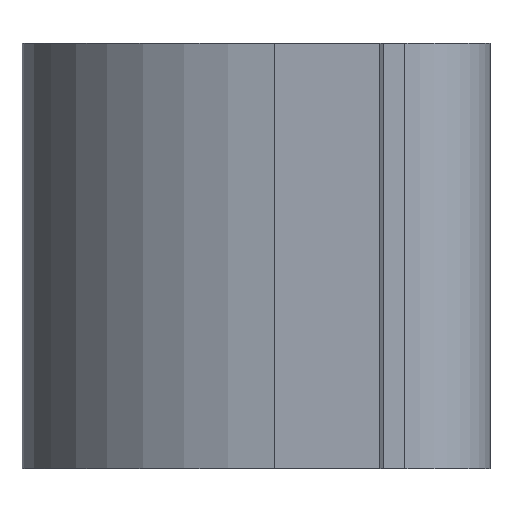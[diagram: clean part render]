
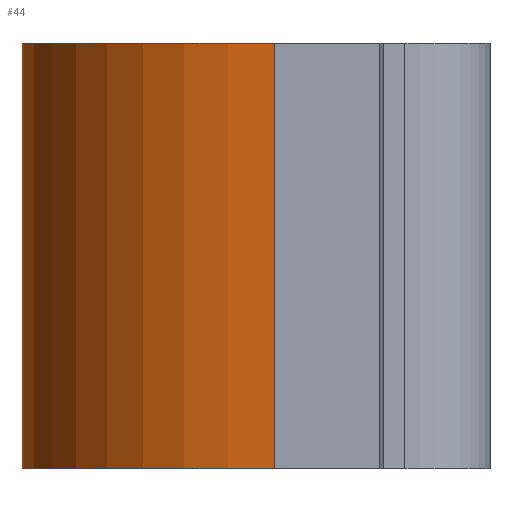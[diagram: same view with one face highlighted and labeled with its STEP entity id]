
A CAD part, left-side view. The second image highlights one B-rep face of the part: STEP entity #44.
In plain terms, the highlighted cylindrical face has radius 6.5 mm (diameter 13 mm), a partial arc.
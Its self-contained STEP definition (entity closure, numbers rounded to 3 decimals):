
#38 = CIRCLE ( 'NONE', #491, 6.5 ) ;
#39 = EDGE_CURVE ( 'NONE', #158, #102, #339, .T. ) ;
#44 = ADVANCED_FACE ( 'NONE', ( #420 ), #181, .T. ) ;
#56 = ORIENTED_EDGE ( 'NONE', *, *, #64, .T. ) ;
#58 = ORIENTED_EDGE ( 'NONE', *, *, #269, .F. ) ;
#64 = EDGE_CURVE ( 'NONE', #102, #190, #373, .T. ) ;
#68 = CARTESIAN_POINT ( 'NONE',  ( 0., 0., 5. ) ) ;
#70 = ORIENTED_EDGE ( 'NONE', *, *, #39, .T. ) ;
#102 = VERTEX_POINT ( 'NONE', #567 ) ;
#109 = EDGE_CURVE ( 'NONE', #158, #208, #38, .T. ) ;
#117 = CARTESIAN_POINT ( 'NONE',  ( -6.475, 0.567, 5. ) ) ;
#134 = DIRECTION ( 'NONE',  ( 0., 0., -1. ) ) ;
#142 = VECTOR ( 'NONE', #146, 1000. ) ;
#146 = DIRECTION ( 'NONE',  ( 0., 0., -1. ) ) ;
#158 = VERTEX_POINT ( 'NONE', #230 ) ;
#181 = CYLINDRICAL_SURFACE ( 'NONE', #549, 6.5 ) ;
#190 = VERTEX_POINT ( 'NONE', #608 ) ;
#202 = LINE ( 'NONE', #117, #587 ) ;
#208 = VERTEX_POINT ( 'NONE', #463 ) ;
#209 = EDGE_LOOP ( 'NONE', ( #56, #58, #459, #70 ) ) ;
#230 = CARTESIAN_POINT ( 'NONE',  ( 6.5, 0., 5. ) ) ;
#249 = DIRECTION ( 'NONE',  ( 0., 0., -1. ) ) ;
#269 = EDGE_CURVE ( 'NONE', #208, #190, #202, .T. ) ;
#275 = DIRECTION ( 'NONE',  ( 1., 0., 0. ) ) ;
#307 = DIRECTION ( 'NONE',  ( 0., 0., 1. ) ) ;
#339 = LINE ( 'NONE', #395, #142 ) ;
#367 = DIRECTION ( 'NONE',  ( -1., 0., 0. ) ) ;
#373 = CIRCLE ( 'NONE', #532, 6.5 ) ;
#395 = CARTESIAN_POINT ( 'NONE',  ( 6.5, 0., 5. ) ) ;
#420 = FACE_OUTER_BOUND ( 'NONE', #209, .T. ) ;
#459 = ORIENTED_EDGE ( 'NONE', *, *, #109, .F. ) ;
#463 = CARTESIAN_POINT ( 'NONE',  ( -6.475, 0.567, 5. ) ) ;
#491 = AXIS2_PLACEMENT_3D ( 'NONE', #502, #307, #497 ) ;
#493 = DIRECTION ( 'NONE',  ( 0., 0., 1. ) ) ;
#497 = DIRECTION ( 'NONE',  ( 1., 0., 0. ) ) ;
#502 = CARTESIAN_POINT ( 'NONE',  ( 0., 0., 5. ) ) ;
#532 = AXIS2_PLACEMENT_3D ( 'NONE', #592, #493, #275 ) ;
#549 = AXIS2_PLACEMENT_3D ( 'NONE', #68, #249, #367 ) ;
#567 = CARTESIAN_POINT ( 'NONE',  ( 6.5, 0., -5. ) ) ;
#587 = VECTOR ( 'NONE', #134, 1000. ) ;
#592 = CARTESIAN_POINT ( 'NONE',  ( 0., 0., -5. ) ) ;
#608 = CARTESIAN_POINT ( 'NONE',  ( -6.475, 0.567, -5. ) ) ;
